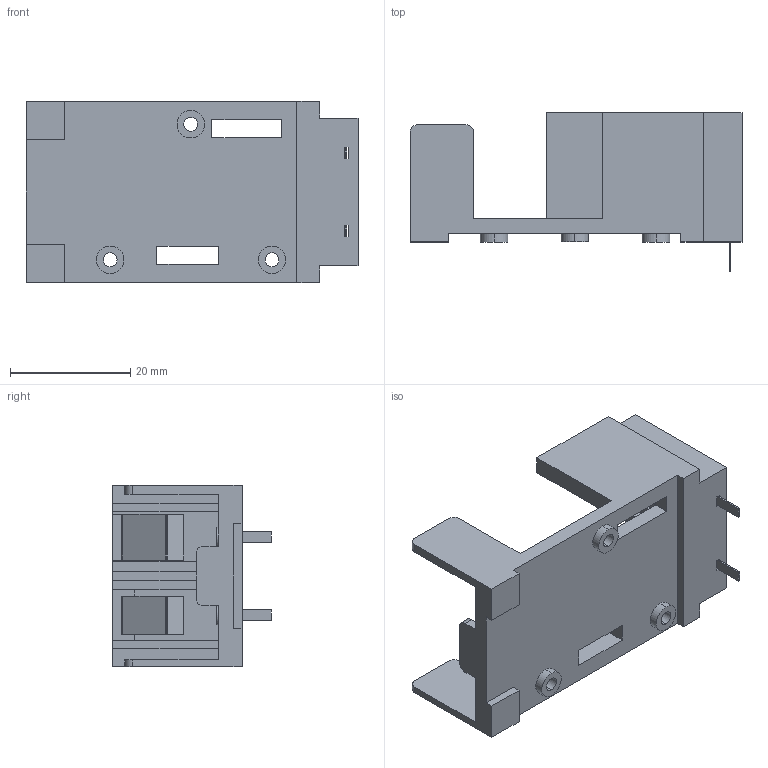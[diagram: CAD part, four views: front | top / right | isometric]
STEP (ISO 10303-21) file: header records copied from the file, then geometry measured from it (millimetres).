
FILE_DESCRIPTION (( 'STEP AP214' ), '1' );
FILE_NAME ('BC9VPC.STEP', '2024-08-29T18:48:59', ( '' ), ( '' ), 'SwSTEP 2.0', 'SolidWorks 2021', '' );
FILE_SCHEMA (( 'AUTOMOTIVE_DESIGN' ));
Length unit declared in the file: millimetre
Products named in the file (1): BC9VPC
Bounding box: 55.12 x 26.31 x 30.12 mm (x, y, z)
Volume: 8117.1 mm3; surface area: 9577.5 mm2
Topology: 3 solids, 3 shells, 218 faces, 563 edges, 359 vertices
Faces by surface type: plane 170, cylinder 48
Entity records: 6611 total; most frequent: CARTESIAN_POINT 1141, ORIENTED_EDGE 1126, DIRECTION 1097, EDGE_CURVE 563, VECTOR 467, LINE 467, VERTEX_POINT 359, AXIS2_PLACEMENT_3D 315
